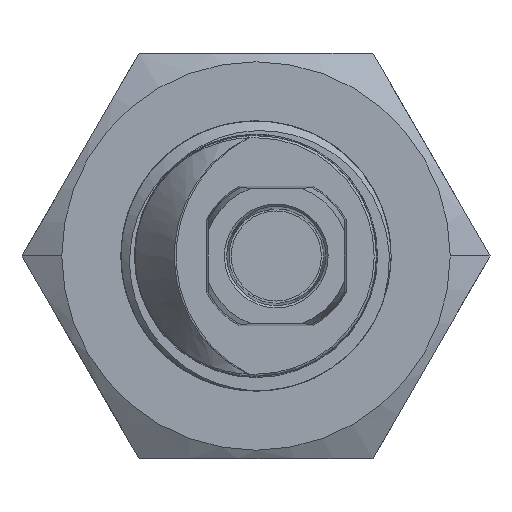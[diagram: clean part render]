
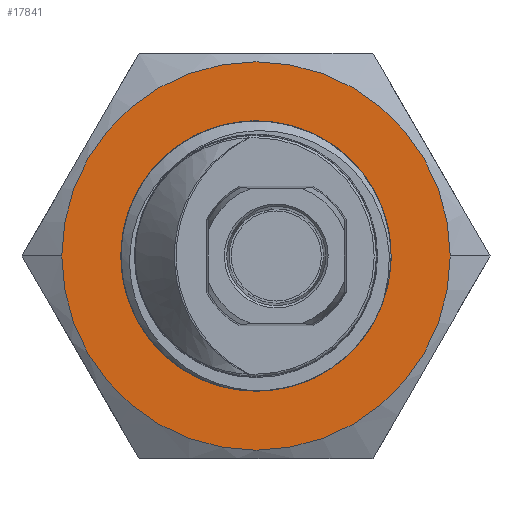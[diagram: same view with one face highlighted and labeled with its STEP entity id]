
A CAD part, front view. The second image highlights one B-rep face of the part: STEP entity #17841.
In plain terms, the highlighted planar face has unit normal (0, -1, 0).
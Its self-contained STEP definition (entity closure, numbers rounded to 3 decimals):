
#251=CARTESIAN_POINT('',(-13.329,41.5,-11.108));
#252=DIRECTION('',(0.,1.,0.));
#253=DIRECTION('',(-1.,0.,0.));
#254=AXIS2_PLACEMENT_3D('',#251,#252,#253);
#256=CARTESIAN_POINT('',(-13.329,41.5,-11.108));
#257=DIRECTION('',(0.,1.,0.));
#258=DIRECTION('',(1.,0.,0.));
#259=AXIS2_PLACEMENT_3D('',#256,#257,#258);
#261=CARTESIAN_POINT('',(-18.286,41.5,-8.965));
#262=CARTESIAN_POINT('',(-18.447,41.5,-9.298));
#263=CARTESIAN_POINT('',(-18.699,41.5,-9.979));
#264=CARTESIAN_POINT('',(-18.87,41.5,-11.082));
#265=CARTESIAN_POINT('',(-18.808,41.5,-12.172));
#266=CARTESIAN_POINT('',(-18.532,41.5,-13.246));
#267=CARTESIAN_POINT('',(-18.057,41.5,-14.245));
#268=CARTESIAN_POINT('',(-17.41,41.5,-15.119));
#269=CARTESIAN_POINT('',(-16.904,41.5,-15.58));
#270=CARTESIAN_POINT('',(-16.632,41.5,-15.787));
#272=CARTESIAN_POINT('',(-16.632,41.5,-15.787));
#273=CARTESIAN_POINT('',(-16.877,41.5,-15.628));
#274=CARTESIAN_POINT('',(-17.338,41.5,-15.275));
#275=CARTESIAN_POINT('',(-17.945,41.5,-14.646));
#276=CARTESIAN_POINT('',(-18.455,41.5,-13.928));
#277=CARTESIAN_POINT('',(-18.859,41.5,-13.127));
#278=CARTESIAN_POINT('',(-19.132,41.5,-12.286));
#279=CARTESIAN_POINT('',(-19.276,41.5,-11.408));
#280=CARTESIAN_POINT('',(-19.287,41.5,-10.507));
#281=CARTESIAN_POINT('',(-19.203,41.5,-9.901));
#282=CARTESIAN_POINT('',(-19.136,41.5,-9.596));
#284=CARTESIAN_POINT('',(-19.136,41.5,-9.596));
#285=CARTESIAN_POINT('',(-19.211,41.5,-9.884));
#286=CARTESIAN_POINT('',(-19.317,41.5,-10.465));
#287=CARTESIAN_POINT('',(-19.346,41.5,-11.357));
#288=CARTESIAN_POINT('',(-19.243,41.5,-12.244));
#289=CARTESIAN_POINT('',(-19.013,41.5,-13.096));
#290=CARTESIAN_POINT('',(-18.655,41.5,-13.919));
#291=CARTESIAN_POINT('',(-18.18,41.5,-14.677));
#292=CARTESIAN_POINT('',(-17.598,41.5,-15.355));
#293=CARTESIAN_POINT('',(-16.923,41.5,-15.94));
#294=CARTESIAN_POINT('',(-16.177,41.5,-16.413));
#295=CARTESIAN_POINT('',(-15.371,41.5,-16.772));
#296=CARTESIAN_POINT('',(-14.517,41.5,-17.011));
#297=CARTESIAN_POINT('',(-13.633,41.5,-17.122));
#298=CARTESIAN_POINT('',(-12.743,41.5,-17.101));
#299=CARTESIAN_POINT('',(-11.868,41.5,-16.949));
#300=CARTESIAN_POINT('',(-11.022,41.5,-16.67));
#301=CARTESIAN_POINT('',(-10.496,41.5,-16.405));
#302=CARTESIAN_POINT('',(-10.239,41.5,-16.251));
#304=CARTESIAN_POINT('',(-7.362,41.5,-10.482));
#305=CARTESIAN_POINT('',(-7.393,41.5,-10.187));
#306=CARTESIAN_POINT('',(-7.498,41.5,-9.606));
#307=CARTESIAN_POINT('',(-7.781,41.5,-8.765));
#308=CARTESIAN_POINT('',(-8.186,41.5,-7.975));
#309=CARTESIAN_POINT('',(-8.707,41.5,-7.247));
#310=CARTESIAN_POINT('',(-9.327,41.5,-6.608));
#311=CARTESIAN_POINT('',(-10.036,41.5,-6.066));
#312=CARTESIAN_POINT('',(-10.818,41.5,-5.635));
#313=CARTESIAN_POINT('',(-11.641,41.5,-5.328));
#314=CARTESIAN_POINT('',(-12.511,41.5,-5.141));
#315=CARTESIAN_POINT('',(-13.403,41.5,-5.086));
#316=CARTESIAN_POINT('',(-13.995,41.5,-5.137));
#317=CARTESIAN_POINT('',(-14.291,41.5,-5.185));
#319=CARTESIAN_POINT('',(-14.291,41.5,-5.185));
#320=CARTESIAN_POINT('',(-14.023,41.5,-5.152));
#321=CARTESIAN_POINT('',(-13.492,41.5,-5.123));
#322=CARTESIAN_POINT('',(-12.7,41.5,-5.185));
#323=CARTESIAN_POINT('',(-11.934,41.5,-5.35));
#324=CARTESIAN_POINT('',(-11.199,41.5,-5.614));
#325=CARTESIAN_POINT('',(-10.506,41.5,-5.973));
#326=CARTESIAN_POINT('',(-10.082,41.5,-6.269));
#327=CARTESIAN_POINT('',(-9.879,41.5,-6.431));
#329=CARTESIAN_POINT('',(-9.879,41.5,-6.431));
#330=CARTESIAN_POINT('',(-10.172,41.5,-6.235));
#331=CARTESIAN_POINT('',(-10.78,41.5,-5.901));
#332=CARTESIAN_POINT('',(-11.777,41.5,-5.564));
#333=CARTESIAN_POINT('',(-12.794,41.5,-5.411));
#334=CARTESIAN_POINT('',(-13.817,41.5,-5.448));
#335=CARTESIAN_POINT('',(-14.792,41.5,-5.667));
#336=CARTESIAN_POINT('',(-15.721,41.5,-6.053));
#337=CARTESIAN_POINT('',(-16.559,41.5,-6.587));
#338=CARTESIAN_POINT('',(-17.293,41.5,-7.265));
#339=CARTESIAN_POINT('',(-17.883,41.5,-8.073));
#340=CARTESIAN_POINT('',(-18.168,41.5,-8.658));
#341=CARTESIAN_POINT('',(-18.286,41.5,-8.965));
#1893=CARTESIAN_POINT('',(-19.136,41.5,
-9.596));
#2186=CARTESIAN_POINT('',(-10.239,41.5,
-16.251));
#2208=CARTESIAN_POINT('',(-7.362,41.5,
-10.482));
#2398=CARTESIAN_POINT('',(-14.291,41.5,
-5.185));
#8795=CARTESIAN_POINT('',(-13.329,41.5,-11.108));
#8796=DIRECTION('',(0.,1.,0.));
#8797=DIRECTION('',(0.995,0.,0.105));
#8798=AXIS2_PLACEMENT_3D('',#8795,#8796,#8797);
#15710=CARTESIAN_POINT('',(-4.704,41.5,-11.108));
#15712=VERTEX_POINT('',#15710);
#15715=CARTESIAN_POINT('',(-21.954,41.5,-11.108));
#15716=VERTEX_POINT('',#15715);
#15720=VERTEX_POINT('',#1893);
#15722=VERTEX_POINT('',#2398);
#17212=VERTEX_POINT('',#261);
#17213=VERTEX_POINT('',#270);
#17214=VERTEX_POINT('',#329);
#17230=VERTEX_POINT('',#2186);
#17231=VERTEX_POINT('',#2208);
#17815=CARTESIAN_POINT('',(-8.133,41.5,-20.108));
#17816=DIRECTION('',(0.,-1.,0.));
#17817=DIRECTION('',(1.,0.,0.));
#17818=AXIS2_PLACEMENT_3D('',#17815,#17816,#17817);
#17819=PLANE('',#17818);
#17820=ORIENTED_EDGE('',*,*,#17801,.T.);
#17822=ORIENTED_EDGE('',*,*,#17821,.T.);
#17823=EDGE_LOOP('',(#17820,#17822));
#17824=FACE_OUTER_BOUND('',#17823,.F.);
#17826=ORIENTED_EDGE('',*,*,#17825,.T.);
#17828=ORIENTED_EDGE('',*,*,#17827,.T.);
#17830=ORIENTED_EDGE('',*,*,#17829,.T.);
#17832=ORIENTED_EDGE('',*,*,#17831,.F.);
#17834=ORIENTED_EDGE('',*,*,#17833,.T.);
#17836=ORIENTED_EDGE('',*,*,#17835,.T.);
#17838=ORIENTED_EDGE('',*,*,#17837,.T.);
#17839=EDGE_LOOP('',(#17826,#17828,#17830,#17832,#17834,#17836,#17838));
#17840=FACE_BOUND('',#17839,.F.);
#17841=ADVANCED_FACE('',(#17824,#17840),#17819,.T.);
#255=CIRCLE('',#254,8.625);
#260=CIRCLE('',#259,8.625);
#271=B_SPLINE_CURVE_WITH_KNOTS('',3,(#261,#262,#263,#264,#265,#266,#267,#268,
#269,#270),.UNSPECIFIED.,.F.,.F.,(4,1,1,1,1,1,1,4),(0.,0.143,
0.286,0.429,0.571,0.714,
0.857,1.),.UNSPECIFIED.);
#283=B_SPLINE_CURVE_WITH_KNOTS('',3,(#272,#273,#274,#275,#276,#277,#278,#279,
#280,#281,#282),.UNSPECIFIED.,.F.,.F.,(4,1,1,1,1,1,1,1,4),(0.,0.125,0.25,
0.375,0.5,0.625,0.75,0.875,1.),.UNSPECIFIED.);
#303=B_SPLINE_CURVE_WITH_KNOTS('',3,(#284,#285,#286,#287,#288,#289,#290,#291,
#292,#293,#294,#295,#296,#297,#298,#299,#300,#301,#302),.UNSPECIFIED.,.F.,.F.,
(4,1,1,1,1,1,1,1,1,1,1,1,1,1,1,1,4),(0.,0.063,0.125,0.188,0.25,
0.313,0.375,0.438,0.5,0.563,0.625,0.688,0.75,0.813,
0.875,0.938,1.),.UNSPECIFIED.);
#318=B_SPLINE_CURVE_WITH_KNOTS('',3,(#304,#305,#306,#307,#308,#309,#310,#311,
#312,#313,#314,#315,#316,#317),.UNSPECIFIED.,.F.,.F.,(4,1,1,1,1,1,1,1,1,1,1,4),(
0.,0.091,0.182,0.273,0.364,
0.455,0.545,0.636,0.727,
0.818,0.909,1.),.UNSPECIFIED.);
#328=B_SPLINE_CURVE_WITH_KNOTS('',3,(#319,#320,#321,#322,#323,#324,#325,#326,
#327),.UNSPECIFIED.,.F.,.F.,(4,1,1,1,1,1,4),(0.,0.167,
0.333,0.5,0.667,0.833,1.),
.UNSPECIFIED.);
#342=B_SPLINE_CURVE_WITH_KNOTS('',3,(#329,#330,#331,#332,#333,#334,#335,#336,
#337,#338,#339,#340,#341),.UNSPECIFIED.,.F.,.F.,(4,1,1,1,1,1,1,1,1,1,4),(0.,
0.1,0.2,0.3,0.4,0.5,0.6,0.7,0.8,0.9,1.),.UNSPECIFIED.);
#8799=CIRCLE('',#8798,6.);
#17801=EDGE_CURVE('',#15716,#15712,#255,.T.);
#17821=EDGE_CURVE('',#15712,#15716,#260,.T.);
#17825=EDGE_CURVE('',#17212,#17213,#271,.T.);
#17827=EDGE_CURVE('',#17213,#15720,#283,.T.);
#17829=EDGE_CURVE('',#15720,#17230,#303,.T.);
#17831=EDGE_CURVE('',#17231,#17230,#8799,.T.);
#17833=EDGE_CURVE('',#17231,#15722,#318,.T.);
#17835=EDGE_CURVE('',#15722,#17214,#328,.T.);
#17837=EDGE_CURVE('',#17214,#17212,#342,.T.);
